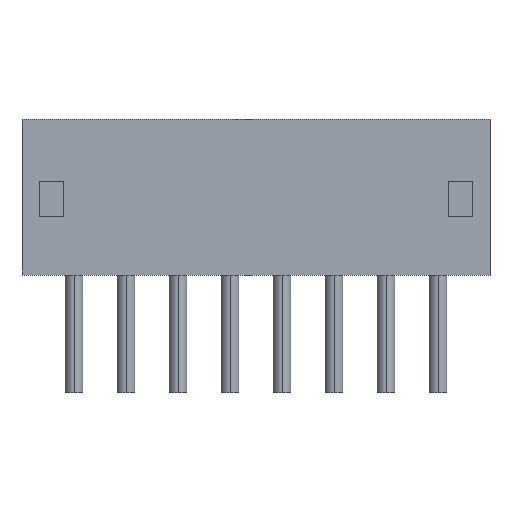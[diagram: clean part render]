
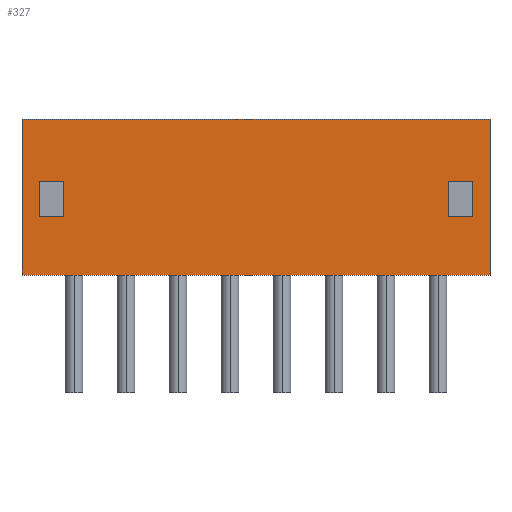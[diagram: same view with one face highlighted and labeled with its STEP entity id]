
A CAD part, top view. The second image highlights one B-rep face of the part: STEP entity #327.
In plain terms, the highlighted planar face has unit normal (0, 0, 1).
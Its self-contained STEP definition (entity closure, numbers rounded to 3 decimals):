
#327 = ADVANCED_FACE ( 'NONE', ( #1331, #1330, #1329 ), #1314, .F. ) ;
#334 = VERTEX_POINT ( 'NONE', #1545 ) ;
#442 = VERTEX_POINT ( 'NONE', #1789 ) ;
#444 = EDGE_CURVE ( 'NONE', #334, #442, #1788, .T. ) ;
#573 = EDGE_LOOP ( 'NONE', ( #574, #578, #581, #589 ) ) ;
#574 = ORIENTED_EDGE ( 'NONE', *, *, #575, .F. ) ;
#575 = EDGE_CURVE ( 'NONE', #576, #577, #1919, .T. ) ;
#576 = VERTEX_POINT ( 'NONE', #1915 ) ;
#577 = VERTEX_POINT ( 'NONE', #2043 ) ;
#578 = ORIENTED_EDGE ( 'NONE', *, *, #579, .F. ) ;
#579 = EDGE_CURVE ( 'NONE', #580, #576, #2042, .T. ) ;
#580 = VERTEX_POINT ( 'NONE', #2038 ) ;
#581 = ORIENTED_EDGE ( 'NONE', *, *, #582, .F. ) ;
#582 = EDGE_CURVE ( 'NONE', #583, #580, #2037, .T. ) ;
#583 = VERTEX_POINT ( 'NONE', #2118 ) ;
#589 = ORIENTED_EDGE ( 'NONE', *, *, #590, .F. ) ;
#590 = EDGE_CURVE ( 'NONE', #577, #583, #2112, .T. ) ;
#591 = EDGE_LOOP ( 'NONE', ( #592, #596, #599, #602 ) ) ;
#592 = ORIENTED_EDGE ( 'NONE', *, *, #593, .F. ) ;
#593 = EDGE_CURVE ( 'NONE', #594, #595, #2108, .T. ) ;
#594 = VERTEX_POINT ( 'NONE', #2104 ) ;
#595 = VERTEX_POINT ( 'NONE', #2103 ) ;
#596 = ORIENTED_EDGE ( 'NONE', *, *, #597, .F. ) ;
#597 = EDGE_CURVE ( 'NONE', #598, #594, #2102, .T. ) ;
#598 = VERTEX_POINT ( 'NONE', #2098 ) ;
#599 = ORIENTED_EDGE ( 'NONE', *, *, #600, .F. ) ;
#600 = EDGE_CURVE ( 'NONE', #601, #598, #2097, .T. ) ;
#601 = VERTEX_POINT ( 'NONE', #2093 ) ;
#602 = ORIENTED_EDGE ( 'NONE', *, *, #603, .F. ) ;
#603 = EDGE_CURVE ( 'NONE', #595, #601, #1978, .T. ) ;
#604 = EDGE_LOOP ( 'NONE', ( #606, #608, #611, #613 ) ) ;
#605 = VERTEX_POINT ( 'NONE', #1974 ) ;
#606 = ORIENTED_EDGE ( 'NONE', *, *, #607, .T. ) ;
#607 = EDGE_CURVE ( 'NONE', #442, #605, #1973, .T. ) ;
#608 = ORIENTED_EDGE ( 'NONE', *, *, #609, .F. ) ;
#609 = EDGE_CURVE ( 'NONE', #610, #605, #1969, .T. ) ;
#610 = VERTEX_POINT ( 'NONE', #1965 ) ;
#611 = ORIENTED_EDGE ( 'NONE', *, *, #612, .F. ) ;
#612 = EDGE_CURVE ( 'NONE', #334, #610, #1964, .T. ) ;
#613 = ORIENTED_EDGE ( 'NONE', *, *, #444, .T. ) ;
#1310 = DIRECTION ( 'NONE',  ( -1., 0., 0. ) ) ;
#1311 = DIRECTION ( 'NONE',  ( 0., 0., -1. ) ) ;
#1312 = CARTESIAN_POINT ( 'NONE',  ( 6.75, 0., 0. ) ) ;
#1313 = AXIS2_PLACEMENT_3D ( 'NONE', #1312, #1311, #1310 ) ;
#1314 = PLANE ( 'NONE',  #1313 ) ;
#1329 = FACE_OUTER_BOUND ( 'NONE', #604, .T. ) ;
#1330 = FACE_BOUND ( 'NONE', #591, .T. ) ;
#1331 = FACE_BOUND ( 'NONE', #573, .T. ) ;
#1545 = CARTESIAN_POINT ( 'NONE',  ( 6.75, 4.5, 0. ) ) ;
#1786 = VECTOR ( 'NONE', #1852, 1000. ) ;
#1787 = CARTESIAN_POINT ( 'NONE',  ( 6.75, 4.5, 0. ) ) ;
#1788 = LINE ( 'NONE', #1787, #1786 ) ;
#1789 = CARTESIAN_POINT ( 'NONE',  ( -6.75, 4.5, 0. ) ) ;
#1852 = DIRECTION ( 'NONE',  ( -1., 0., 0. ) ) ;
#1915 = CARTESIAN_POINT ( 'NONE',  ( 5.55, 2.7, 0. ) ) ;
#1916 = DIRECTION ( 'NONE',  ( 0., -1., 0. ) ) ;
#1917 = VECTOR ( 'NONE', #1916, 1000. ) ;
#1918 = CARTESIAN_POINT ( 'NONE',  ( 5.55, 2.7, 0. ) ) ;
#1919 = LINE ( 'NONE', #1918, #1917 ) ;
#1961 = DIRECTION ( 'NONE',  ( 0., -1., 0. ) ) ;
#1962 = VECTOR ( 'NONE', #1961, 1000. ) ;
#1963 = CARTESIAN_POINT ( 'NONE',  ( 6.75, 0., 0. ) ) ;
#1964 = LINE ( 'NONE', #1963, #1962 ) ;
#1965 = CARTESIAN_POINT ( 'NONE',  ( 6.75, 0., 0. ) ) ;
#1966 = DIRECTION ( 'NONE',  ( -1., 0., 0. ) ) ;
#1967 = VECTOR ( 'NONE', #1966, 1000. ) ;
#1968 = CARTESIAN_POINT ( 'NONE',  ( 6.75, 0., 0. ) ) ;
#1969 = LINE ( 'NONE', #1968, #1967 ) ;
#1970 = DIRECTION ( 'NONE',  ( 0., -1., 0. ) ) ;
#1971 = VECTOR ( 'NONE', #1970, 1000. ) ;
#1972 = CARTESIAN_POINT ( 'NONE',  ( -6.75, 0., 0. ) ) ;
#1973 = LINE ( 'NONE', #1972, #1971 ) ;
#1974 = CARTESIAN_POINT ( 'NONE',  ( -6.75, 0., 0. ) ) ;
#1975 = DIRECTION ( 'NONE',  ( -1., 0., 0. ) ) ;
#1976 = VECTOR ( 'NONE', #1975, 1000. ) ;
#1977 = CARTESIAN_POINT ( 'NONE',  ( -6.25, 2.7, 0. ) ) ;
#1978 = LINE ( 'NONE', #1977, #1976 ) ;
#2035 = VECTOR ( 'NONE', #2119, 1000. ) ;
#2036 = CARTESIAN_POINT ( 'NONE',  ( 6.25, 2.7, 0. ) ) ;
#2037 = LINE ( 'NONE', #2036, #2035 ) ;
#2038 = CARTESIAN_POINT ( 'NONE',  ( 6.25, 2.7, 0. ) ) ;
#2039 = DIRECTION ( 'NONE',  ( -1., 0., 0. ) ) ;
#2040 = VECTOR ( 'NONE', #2039, 1000. ) ;
#2041 = CARTESIAN_POINT ( 'NONE',  ( 6.25, 2.7, 0. ) ) ;
#2042 = LINE ( 'NONE', #2041, #2040 ) ;
#2043 = CARTESIAN_POINT ( 'NONE',  ( 5.55, 1.7, 0. ) ) ;
#2093 = CARTESIAN_POINT ( 'NONE',  ( -6.25, 2.7, 0. ) ) ;
#2094 = DIRECTION ( 'NONE',  ( 0., -1., 0. ) ) ;
#2095 = VECTOR ( 'NONE', #2094, 1000. ) ;
#2096 = CARTESIAN_POINT ( 'NONE',  ( -6.25, 2.7, 0. ) ) ;
#2097 = LINE ( 'NONE', #2096, #2095 ) ;
#2098 = CARTESIAN_POINT ( 'NONE',  ( -6.25, 1.7, 0. ) ) ;
#2099 = DIRECTION ( 'NONE',  ( 1., 0., 0. ) ) ;
#2100 = VECTOR ( 'NONE', #2099, 1000. ) ;
#2101 = CARTESIAN_POINT ( 'NONE',  ( -6.25, 1.7, 0. ) ) ;
#2102 = LINE ( 'NONE', #2101, #2100 ) ;
#2103 = CARTESIAN_POINT ( 'NONE',  ( -5.55, 2.7, 0. ) ) ;
#2104 = CARTESIAN_POINT ( 'NONE',  ( -5.55, 1.7, 0. ) ) ;
#2105 = DIRECTION ( 'NONE',  ( 0., 1., 0. ) ) ;
#2106 = VECTOR ( 'NONE', #2105, 1000. ) ;
#2107 = CARTESIAN_POINT ( 'NONE',  ( -5.55, 2.7, 0. ) ) ;
#2108 = LINE ( 'NONE', #2107, #2106 ) ;
#2109 = DIRECTION ( 'NONE',  ( 1., 0., 0. ) ) ;
#2110 = VECTOR ( 'NONE', #2109, 1000. ) ;
#2111 = CARTESIAN_POINT ( 'NONE',  ( 6.25, 1.7, 0. ) ) ;
#2112 = LINE ( 'NONE', #2111, #2110 ) ;
#2118 = CARTESIAN_POINT ( 'NONE',  ( 6.25, 1.7, 0. ) ) ;
#2119 = DIRECTION ( 'NONE',  ( 0., 1., 0. ) ) ;
